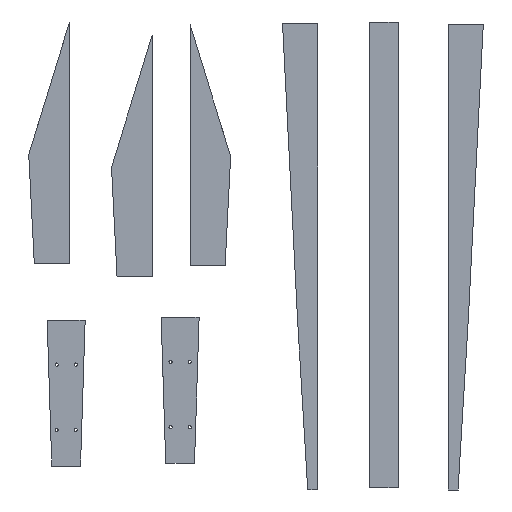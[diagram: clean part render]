
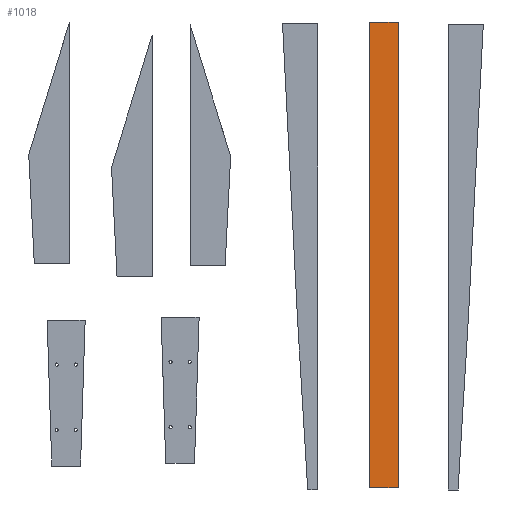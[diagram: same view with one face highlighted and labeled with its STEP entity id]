
A CAD part, front view. The second image highlights one B-rep face of the part: STEP entity #1018.
In plain terms, the highlighted face is planar.
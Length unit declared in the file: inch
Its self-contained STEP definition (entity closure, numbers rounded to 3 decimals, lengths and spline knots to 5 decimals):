
#61 = CARTESIAN_POINT ( 'NONE',  ( 0., 0.235, -46.18785 ) ) ;
#72 = CARTESIAN_POINT ( 'NONE',  ( -0.715, 0.235, -23. ) ) ;
#240 = CARTESIAN_POINT ( 'NONE',  ( -0.715, 0.235, 0. ) ) ;
#307 = CARTESIAN_POINT ( 'NONE',  ( 0.715, 0.235, -46.18785 ) ) ;
#359 = EDGE_CURVE ( 'NONE', #2175, #2163, #2781, .T. ) ;
#378 = VECTOR ( 'NONE', #2560, 39.37008 ) ;
#488 = AXIS2_PLACEMENT_3D ( 'NONE', #2329, #2744, #763 ) ;
#498 = ORIENTED_EDGE ( 'NONE', *, *, #2096, .T. ) ;
#635 = LINE ( 'NONE', #240, #1566 ) ;
#729 = LINE ( 'NONE', #2704, #1051 ) ;
#763 = DIRECTION ( 'NONE',  ( 0., 0., 1. ) ) ;
#854 = VERTEX_POINT ( 'NONE', #1604 ) ;
#997 = PLANE ( 'NONE',  #488 ) ;
#1018 = ADVANCED_FACE ( 'NONE', ( #2511 ), #997, .T. ) ;
#1051 = VECTOR ( 'NONE', #2283, 39.37008 ) ;
#1206 = VECTOR ( 'NONE', #2028, 39.37008 ) ;
#1264 = EDGE_CURVE ( 'NONE', #2648, #2163, #729, .T. ) ;
#1491 = ORIENTED_EDGE ( 'NONE', *, *, #1264, .T. ) ;
#1566 = VECTOR ( 'NONE', #1961, 39.37008 ) ;
#1599 = EDGE_CURVE ( 'NONE', #854, #2648, #635, .T. ) ;
#1604 = CARTESIAN_POINT ( 'NONE',  ( -0.715, 0.235, -46.18785 ) ) ;
#1941 = ORIENTED_EDGE ( 'NONE', *, *, #1599, .T. ) ;
#1961 = DIRECTION ( 'NONE',  ( 0., 0., 1. ) ) ;
#2028 = DIRECTION ( 'NONE',  ( -1., 0., 0. ) ) ;
#2096 = EDGE_CURVE ( 'NONE', #2175, #854, #2435, .T. ) ;
#2163 = VERTEX_POINT ( 'NONE', #2542 ) ;
#2175 = VERTEX_POINT ( 'NONE', #307 ) ;
#2177 = CARTESIAN_POINT ( 'NONE',  ( 0.715, 0.235, 0. ) ) ;
#2260 = EDGE_LOOP ( 'NONE', ( #1941, #1491, #2406, #498 ) ) ;
#2283 = DIRECTION ( 'NONE',  ( 1., 0., 0. ) ) ;
#2329 = CARTESIAN_POINT ( 'NONE',  ( 0., 0.235, 0. ) ) ;
#2406 = ORIENTED_EDGE ( 'NONE', *, *, #359, .F. ) ;
#2435 = LINE ( 'NONE', #61, #1206 ) ;
#2511 = FACE_OUTER_BOUND ( 'NONE', #2260, .T. ) ;
#2542 = CARTESIAN_POINT ( 'NONE',  ( 0.715, 0.235, -23. ) ) ;
#2560 = DIRECTION ( 'NONE',  ( 0., 0., 1. ) ) ;
#2648 = VERTEX_POINT ( 'NONE', #72 ) ;
#2704 = CARTESIAN_POINT ( 'NONE',  ( 0., 0.235, -23. ) ) ;
#2744 = DIRECTION ( 'NONE',  ( 0., 1., 0. ) ) ;
#2781 = LINE ( 'NONE', #2177, #378 ) ;
